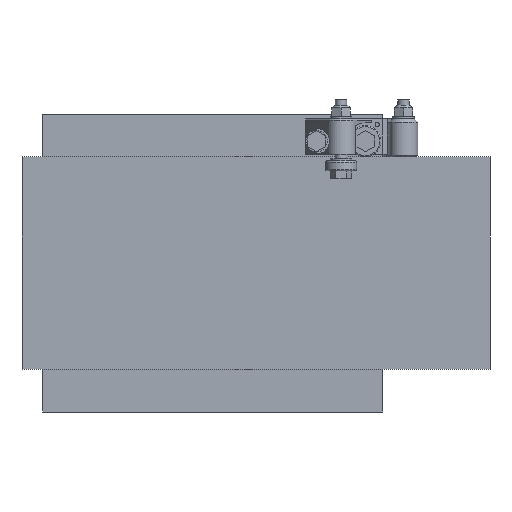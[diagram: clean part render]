
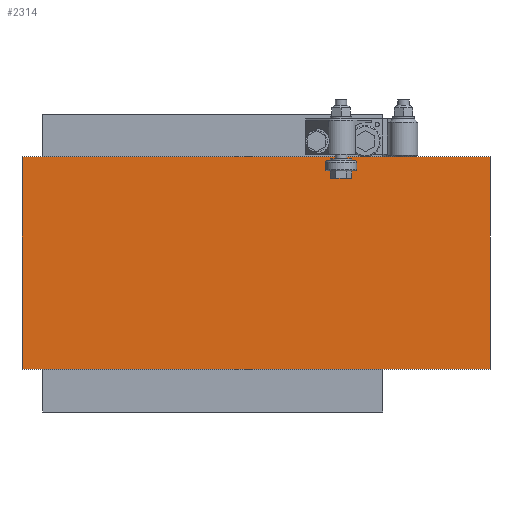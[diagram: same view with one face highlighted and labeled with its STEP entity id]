
A CAD part, left-side view. The second image highlights one B-rep face of the part: STEP entity #2314.
In plain terms, the highlighted planar face has unit normal (-1, 0, 0).
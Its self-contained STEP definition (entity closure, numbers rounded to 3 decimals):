
#339=FACE_OUTER_BOUND('',#469,.T.);
#469=EDGE_LOOP('',(#1590,#1591,#1592,#1593));
#628=LINE('',#3573,#836);
#636=LINE('',#3588,#844);
#637=LINE('',#3590,#845);
#638=LINE('',#3591,#846);
#836=VECTOR('',#2827,10.);
#844=VECTOR('',#2839,10.);
#845=VECTOR('',#2842,10.);
#846=VECTOR('',#2843,10.);
#1043=VERTEX_POINT('',#3569);
#1045=VERTEX_POINT('',#3572);
#1049=VERTEX_POINT('',#3584);
#1050=VERTEX_POINT('',#3586);
#1258=EDGE_CURVE('',#1043,#1045,#628,.T.);
#1266=EDGE_CURVE('',#1049,#1050,#636,.T.);
#1267=EDGE_CURVE('',#1049,#1043,#637,.F.);
#1268=EDGE_CURVE('',#1045,#1050,#638,.T.);
#1590=ORIENTED_EDGE('',*,*,#1267,.F.);
#1591=ORIENTED_EDGE('',*,*,#1266,.T.);
#1592=ORIENTED_EDGE('',*,*,#1268,.F.);
#1593=ORIENTED_EDGE('',*,*,#1258,.F.);
#2223=PLANE('',#2556);
#2314=ADVANCED_FACE('',(#339),#2223,.T.);
#2556=AXIS2_PLACEMENT_3D('',#3589,#2840,#2841);
#2827=DIRECTION('',(0.,1.,0.));
#2839=DIRECTION('',(0.,1.,0.));
#2840=DIRECTION('center_axis',(-1.,0.,0.));
#2841=DIRECTION('ref_axis',(0.,0.,1.));
#2842=DIRECTION('',(0.,0.,1.));
#2843=DIRECTION('',(0.,0.,1.));
#3569=CARTESIAN_POINT('',(-6.,-130.,-75.));
#3572=CARTESIAN_POINT('',(-6.,200.,-75.));
#3573=CARTESIAN_POINT('',(-6.,0.,-75.));
#3584=CARTESIAN_POINT('',(-6.,-130.,75.));
#3586=CARTESIAN_POINT('',(-6.,200.,75.));
#3588=CARTESIAN_POINT('',(-6.,0.,75.));
#3589=CARTESIAN_POINT('Origin',(-6.,0.,-75.));
#3590=CARTESIAN_POINT('',(-6.,-130.,-37.5));
#3591=CARTESIAN_POINT('',(-6.,200.,75.));
